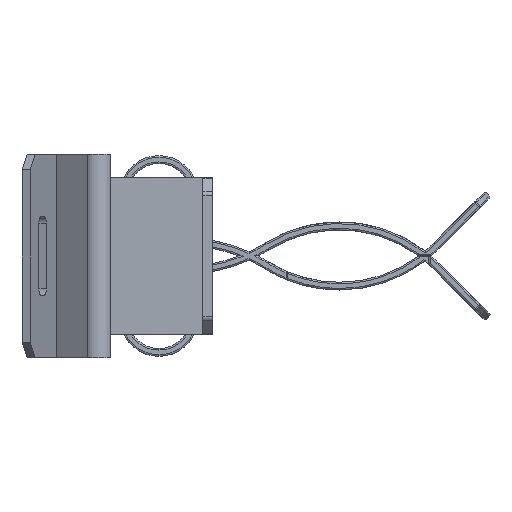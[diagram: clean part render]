
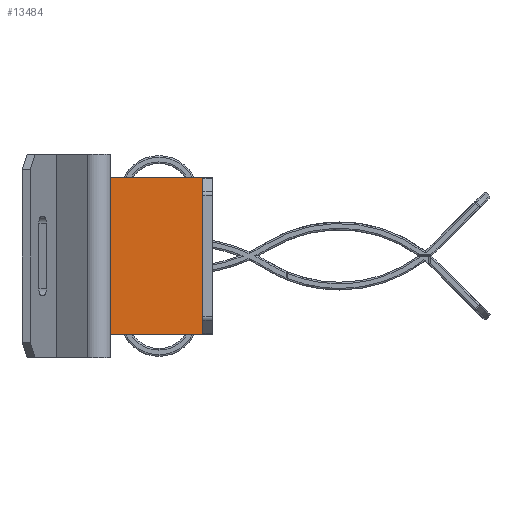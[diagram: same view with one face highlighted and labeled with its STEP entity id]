
A CAD part, left-side view. The second image highlights one B-rep face of the part: STEP entity #13484.
In plain terms, the highlighted face is planar.
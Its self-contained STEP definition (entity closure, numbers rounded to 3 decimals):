
#825 = AXIS2_PLACEMENT_3D ( 'NONE', #13874, #924, #11344 ) ;
#924 = DIRECTION ( 'NONE',  ( 1., 0., 0. ) ) ;
#4614 = VERTEX_POINT ( 'NONE', #19693 ) ;
#4994 = ORIENTED_EDGE ( 'NONE', *, *, #12327, .T. ) ;
#5258 = DIRECTION ( 'NONE',  ( 0., 1., 0. ) ) ;
#6275 = ORIENTED_EDGE ( 'NONE', *, *, #7243, .F. ) ;
#7222 = ORIENTED_EDGE ( 'NONE', *, *, #8830, .F. ) ;
#7243 = EDGE_CURVE ( 'NONE', #4614, #21185, #8908, .T. ) ;
#8830 = EDGE_CURVE ( 'NONE', #18812, #12260, #20142, .T. ) ;
#8908 = LINE ( 'NONE', #20793, #16094 ) ;
#9300 = CARTESIAN_POINT ( 'NONE',  ( 118.012, 104.207, 262.718 ) ) ;
#10350 = CARTESIAN_POINT ( 'NONE',  ( 118.012, 98.307, 252.718 ) ) ;
#10372 = CARTESIAN_POINT ( 'NONE',  ( 118.012, 98.307, 262.718 ) ) ;
#10966 = LINE ( 'NONE', #9300, #13645 ) ;
#11344 = DIRECTION ( 'NONE',  ( 0., 1., 0. ) ) ;
#12089 = LINE ( 'NONE', #10350, #16068 ) ;
#12260 = VERTEX_POINT ( 'NONE', #17949 ) ;
#12327 = EDGE_CURVE ( 'NONE', #4614, #12260, #12089, .T. ) ;
#13484 = ADVANCED_FACE ( 'NONE', ( #19491 ), #21366, .T. ) ;
#13610 = DIRECTION ( 'NONE',  ( 0., 0., 1. ) ) ;
#13645 = VECTOR ( 'NONE', #17663, 1000. ) ;
#13874 = CARTESIAN_POINT ( 'NONE',  ( 118.012, 104.207, 252.718 ) ) ;
#15040 = CARTESIAN_POINT ( 'NONE',  ( 118.012, 104.207, 237.257 ) ) ;
#15592 = CARTESIAN_POINT ( 'NONE',  ( 118.012, 104.207, 262.718 ) ) ;
#16068 = VECTOR ( 'NONE', #5258, 1000. ) ;
#16094 = VECTOR ( 'NONE', #13610, 1000. ) ;
#16477 = VECTOR ( 'NONE', #18585, 1000. ) ;
#17663 = DIRECTION ( 'NONE',  ( 0., 1., 0. ) ) ;
#17726 = EDGE_LOOP ( 'NONE', ( #7222, #19662, #6275, #4994 ) ) ;
#17949 = CARTESIAN_POINT ( 'NONE',  ( 118.012, 104.207, 252.718 ) ) ;
#18324 = EDGE_CURVE ( 'NONE', #21185, #18812, #10966, .T. ) ;
#18585 = DIRECTION ( 'NONE',  ( 0., 0., -1. ) ) ;
#18812 = VERTEX_POINT ( 'NONE', #15592 ) ;
#19491 = FACE_OUTER_BOUND ( 'NONE', #17726, .T. ) ;
#19662 = ORIENTED_EDGE ( 'NONE', *, *, #18324, .F. ) ;
#19693 = CARTESIAN_POINT ( 'NONE',  ( 118.012, 98.307, 252.718 ) ) ;
#20142 = LINE ( 'NONE', #15040, #16477 ) ;
#20793 = CARTESIAN_POINT ( 'NONE',  ( 118.012, 98.307, 252.718 ) ) ;
#21185 = VERTEX_POINT ( 'NONE', #10372 ) ;
#21366 = PLANE ( 'NONE',  #825 ) ;
